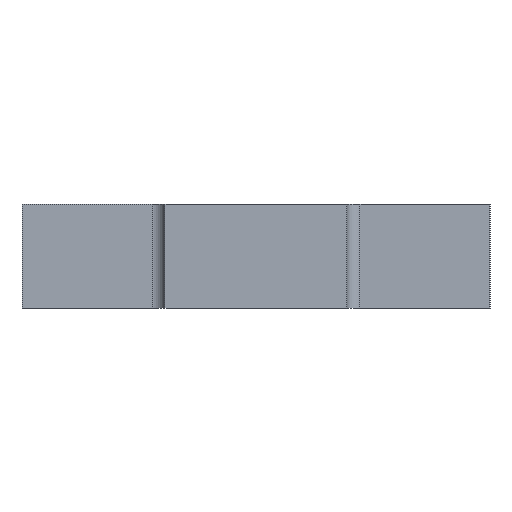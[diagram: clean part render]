
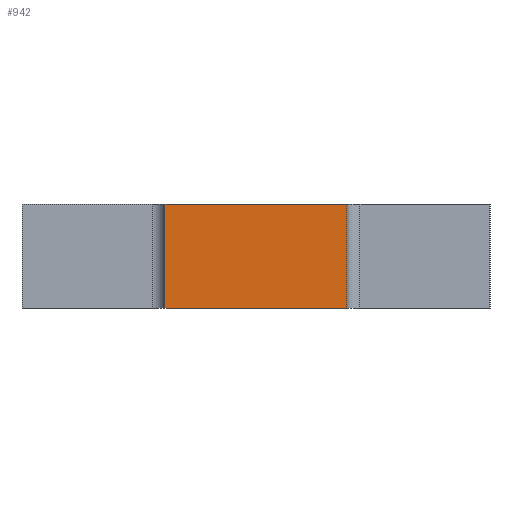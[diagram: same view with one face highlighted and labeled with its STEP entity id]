
A CAD part, left-side view. The second image highlights one B-rep face of the part: STEP entity #942.
In plain terms, the highlighted planar face has unit normal (-1, 0, 0).
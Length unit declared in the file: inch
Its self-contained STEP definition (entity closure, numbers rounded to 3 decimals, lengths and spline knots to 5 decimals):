
#51=PLANE('',#1058);
#102=FACE_OUTER_BOUND('',#154,.T.);
#154=EDGE_LOOP('',(#793,#794,#795,#796));
#246=LINE('',#1610,#326);
#247=LINE('',#1613,#327);
#248=LINE('',#1615,#328);
#249=LINE('',#1616,#329);
#326=VECTOR('',#1334,0.3937);
#327=VECTOR('',#1337,0.3937);
#328=VECTOR('',#1338,0.3937);
#329=VECTOR('',#1339,0.3937);
#467=VERTEX_POINT('',#1606);
#468=VERTEX_POINT('',#1608);
#469=VERTEX_POINT('',#1612);
#470=VERTEX_POINT('',#1614);
#596=EDGE_CURVE('',#467,#468,#246,.T.);
#597=EDGE_CURVE('',#469,#467,#247,.T.);
#598=EDGE_CURVE('',#470,#468,#248,.T.);
#599=EDGE_CURVE('',#469,#470,#249,.T.);
#793=ORIENTED_EDGE('',*,*,#597,.T.);
#794=ORIENTED_EDGE('',*,*,#596,.T.);
#795=ORIENTED_EDGE('',*,*,#598,.F.);
#796=ORIENTED_EDGE('',*,*,#599,.F.);
#942=ADVANCED_FACE('',(#102),#51,.T.);
#1058=AXIS2_PLACEMENT_3D('',#1611,#1335,#1336);
#1334=DIRECTION('',(0.,0.,1.));
#1335=DIRECTION('center_axis',(-1.,0.,0.));
#1336=DIRECTION('ref_axis',(0.,-1.,0.));
#1337=DIRECTION('',(0.,-1.,0.));
#1338=DIRECTION('',(0.,-1.,0.));
#1339=DIRECTION('',(0.,0.,1.));
#1606=CARTESIAN_POINT('',(-3.0625,-0.4375,0.));
#1608=CARTESIAN_POINT('',(-3.0625,-0.4375,0.5));
#1610=CARTESIAN_POINT('',(-3.0625,-0.4375,0.));
#1611=CARTESIAN_POINT('Origin',(-3.0625,0.4375,0.));
#1612=CARTESIAN_POINT('',(-3.0625,0.4375,0.));
#1613=CARTESIAN_POINT('',(-3.0625,0.5,0.));
#1614=CARTESIAN_POINT('',(-3.0625,0.4375,0.5));
#1615=CARTESIAN_POINT('',(-3.0625,0.5,0.5));
#1616=CARTESIAN_POINT('',(-3.0625,0.4375,0.));
